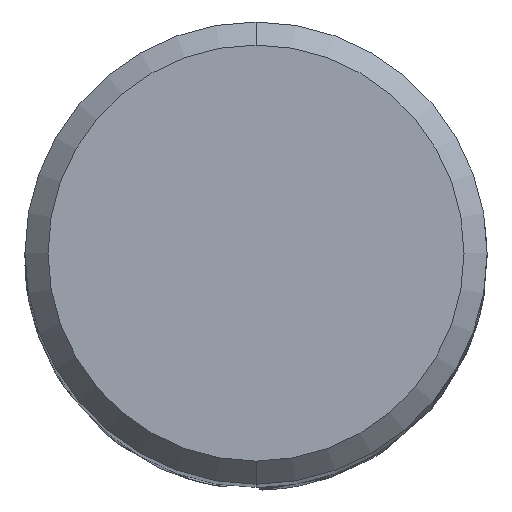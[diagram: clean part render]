
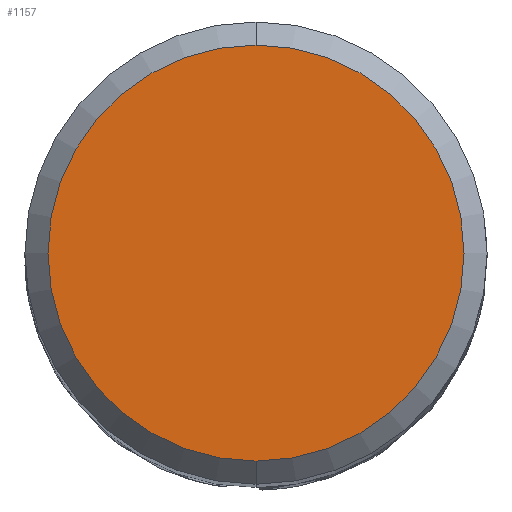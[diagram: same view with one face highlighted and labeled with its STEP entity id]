
A CAD part, top view. The second image highlights one B-rep face of the part: STEP entity #1157.
In plain terms, the highlighted planar face has unit normal (0, 0, 1).
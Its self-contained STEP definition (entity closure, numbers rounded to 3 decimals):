
#755=VERTEX_POINT('',#2183);
#835=EDGE_CURVE('',#1497,#755,#2267,.T.);
#1157=ADVANCED_FACE('',(#2614),#2615,.T.);
#1497=VERTEX_POINT('',#2992);
#1581=EDGE_CURVE('',#755,#1497,#3086,.T.);
#2183=CARTESIAN_POINT('',(0.,-4.5,0.0));
#2267=CIRCLE('',#4051,4.5);
#2614=FACE_OUTER_BOUND('',#6120,.T.);
#2615=PLANE('',#6121);
#2992=CARTESIAN_POINT('',(0.0,4.5,0.0));
#3086=CIRCLE('',#9385,4.5);
#4051=AXIS2_PLACEMENT_3D('',#12589,#12590,#12591);
#6120=EDGE_LOOP('',(#12925,#12926));
#6121=AXIS2_PLACEMENT_3D('',#12927,#12928,#12929);
#9385=AXIS2_PLACEMENT_3D('',#13477,#13478,#13479);
#12589=CARTESIAN_POINT('',(0.0,0.0,0.0));
#12590=DIRECTION('',(0.0,0.0,-1.0));
#12591=DIRECTION('',(0.0,1.0,0.0));
#12925=ORIENTED_EDGE('',*,*,#835,.F.);
#12926=ORIENTED_EDGE('',*,*,#1581,.F.);
#12927=CARTESIAN_POINT('',(0.0,2.25,0.0));
#12928=DIRECTION('',(-0.0,0.0,1.0));
#12929=DIRECTION('',(0.0,-1.0,0.0));
#13477=CARTESIAN_POINT('',(0.0,0.0,0.0));
#13478=DIRECTION('',(0.0,0.0,-1.0));
#13479=DIRECTION('',(0.0,1.0,0.0));
